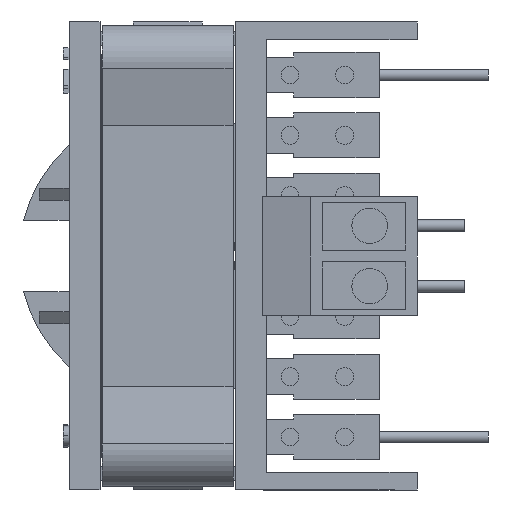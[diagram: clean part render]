
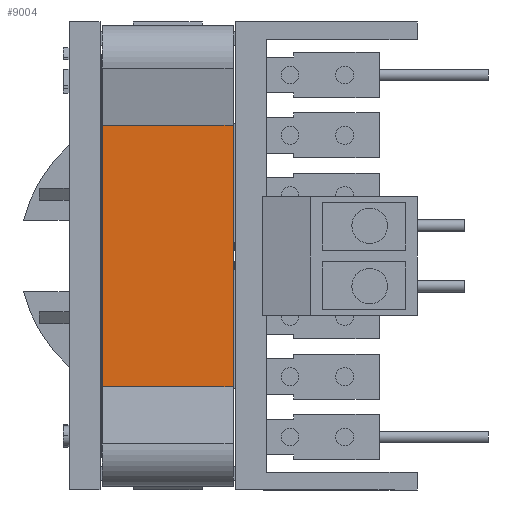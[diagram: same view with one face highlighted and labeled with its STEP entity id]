
A CAD part, left-side view. The second image highlights one B-rep face of the part: STEP entity #9004.
In plain terms, the highlighted planar face has unit normal (-1, 0, 0).
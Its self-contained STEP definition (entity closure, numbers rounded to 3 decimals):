
#503=FACE_OUTER_BOUND('',#990,.T.);
#990=EDGE_LOOP('',(#6114,#6115,#6116,#6117));
#1551=LINE('',#12833,#2608);
#1560=LINE('',#12855,#2617);
#1594=LINE('',#12923,#2651);
#1595=LINE('',#12925,#2652);
#2608=VECTOR('',#10400,1000.);
#2617=VECTOR('',#10415,1000.);
#2651=VECTOR('',#10475,1000.);
#2652=VECTOR('',#10478,1000.);
#3678=VERTEX_POINT('',#12830);
#3679=VERTEX_POINT('',#12832);
#3688=VERTEX_POINT('',#12852);
#3689=VERTEX_POINT('',#12854);
#4610=EDGE_CURVE('',#3678,#3679,#1551,.T.);
#4621=EDGE_CURVE('',#3689,#3688,#1560,.T.);
#4658=EDGE_CURVE('',#3678,#3689,#1594,.T.);
#4659=EDGE_CURVE('',#3679,#3688,#1595,.T.);
#6114=ORIENTED_EDGE('',*,*,#4621,.T.);
#6115=ORIENTED_EDGE('',*,*,#4659,.F.);
#6116=ORIENTED_EDGE('',*,*,#4610,.F.);
#6117=ORIENTED_EDGE('',*,*,#4658,.T.);
#8513=PLANE('',#9550);
#9004=ADVANCED_FACE('',(#503),#8513,.F.);
#9550=AXIS2_PLACEMENT_3D('',#12924,#10476,#10477);
#10400=DIRECTION('',(0.,0.,-1.));
#10415=DIRECTION('',(0.,0.,-1.));
#10475=DIRECTION('',(0.,1.,0.));
#10476=DIRECTION('center_axis',(1.,0.,0.));
#10477=DIRECTION('ref_axis',(0.,0.,1.));
#10478=DIRECTION('',(0.,1.,0.));
#12830=CARTESIAN_POINT('',(-30.3,15.5,26.24));
#12832=CARTESIAN_POINT('',(-30.3,15.5,4.24));
#12833=CARTESIAN_POINT('',(-30.3,15.5,4.24));
#12852=CARTESIAN_POINT('',(-30.3,26.5,4.24));
#12854=CARTESIAN_POINT('',(-30.3,26.5,26.24));
#12855=CARTESIAN_POINT('',(-30.3,26.5,4.24));
#12923=CARTESIAN_POINT('',(-30.3,15.5,26.24));
#12924=CARTESIAN_POINT('Origin',(-30.3,15.5,4.24));
#12925=CARTESIAN_POINT('',(-30.3,15.5,4.24));
